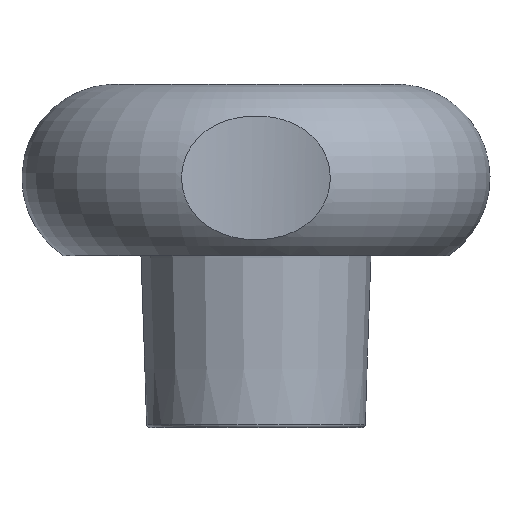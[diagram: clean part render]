
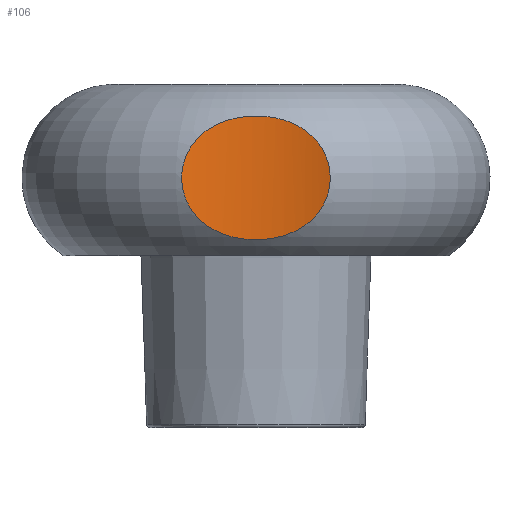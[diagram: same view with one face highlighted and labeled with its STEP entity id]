
A CAD part, front view. The second image highlights one B-rep face of the part: STEP entity #106.
In plain terms, the highlighted cylindrical face has radius 16 mm (diameter 32 mm), a partial arc.
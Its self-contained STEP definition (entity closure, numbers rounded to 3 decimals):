
#106 = ADVANCED_FACE( '', ( #229 ), #230, .F. );
#229 = FACE_OUTER_BOUND( '', #364, .T. );
#230 = CYLINDRICAL_SURFACE( '', #365, 16. );
#364 = EDGE_LOOP( '', ( #584 ) );
#365 = AXIS2_PLACEMENT_3D( '', #585, #586, #587 );
#584 = ORIENTED_EDGE( '', *, *, #769, .T. );
#585 = CARTESIAN_POINT( '', ( 0., -29.5, 69.85 ) );
#586 = DIRECTION( '', ( 0., 0., 1. ) );
#587 = DIRECTION( '', ( -1., 0., 0. ) );
#769 = EDGE_CURVE( '', #917, #917, #918, .T. );
#917 = VERTEX_POINT( '', #1445 );
#918 = B_SPLINE_CURVE_WITH_KNOTS( '', 3, ( #1446, #1447, #1448, #1449, #1450, #1451, #1452, #1453, #1454, #1455, #1456, #1457, #1458, #1459, #1460, #1461, #1462, #1463, #1464, #1465, #1466, #1467, #1468, #1469, #1470, #1471, #1472, #1473, #1474, #1475, #1476, #1477, #1478, #1479, #1480, #1481, #1482, #1483, #1484, #1485, #1486, #1487, #1488, #1489, #1490, #1491, #1492, #1493, #1494, #1495, #1496, #1497, #1498, #1499, #1500, #1501, #1502, #1503, #1504, #1505, #1506, #1507, #1508, #1509, #1510, #1511, #1512, #1513, #1514, #1515 ), .UNSPECIFIED., .T., .F., ( 2, 2, 2, 2, 2, 2, 2, 2, 2, 2, 2, 2, 2, 2, 2, 2, 2, 2, 2, 2, 2, 2, 2, 2, 2, 2, 2, 2, 2, 2, 2, 2, 2, 2, 2, 2, 2 ), ( -0.001, 0., 0.001, 0.002, 0.003, 0.003, 0.005, 0.006, 0.007, 0.008, 0.009, 0.009, 0.01, 0.011, 0.012, 0.013, 0.014, 0.015, 0.016, 0.016, 0.017, 0.018, 0.019, 0.02, 0.021, 0.022, 0.022, 0.023, 0.024, 0.024, 0.025, 0.025, 0.026, 0.026, 0.027, 0.028, 0.028 ), .UNSPECIFIED. );
#1445 = CARTESIAN_POINT( '', ( -4.39, -14.114, 14.394 ) );
#1446 = CARTESIAN_POINT( '', ( -4.517, -14.15, 14.655 ) );
#1447 = CARTESIAN_POINT( '', ( -4.262, -14.078, 14.132 ) );
#1448 = CARTESIAN_POINT( '', ( -4.107, -14.035, 13.893 ) );
#1449 = CARTESIAN_POINT( '', ( -3.747, -13.944, 13.453 ) );
#1450 = CARTESIAN_POINT( '', ( -3.539, -13.895, 13.25 ) );
#1451 = CARTESIAN_POINT( '', ( -3.089, -13.799, 12.897 ) );
#1452 = CARTESIAN_POINT( '', ( -2.848, -13.753, 12.745 ) );
#1453 = CARTESIAN_POINT( '', ( -2.336, -13.669, 12.485 ) );
#1454 = CARTESIAN_POINT( '', ( -2.066, -13.631, 12.378 ) );
#1455 = CARTESIAN_POINT( '', ( -1.241, -13.539, 12.124 ) );
#1456 = CARTESIAN_POINT( '', ( -0.658, -13.503, 12.039 ) );
#1457 = CARTESIAN_POINT( '', ( 0.207, -13.499, 12.028 ) );
#1458 = CARTESIAN_POINT( '', ( 0.496, -13.505, 12.044 ) );
#1459 = CARTESIAN_POINT( '', ( 1.074, -13.533, 12.115 ) );
#1460 = CARTESIAN_POINT( '', ( 1.357, -13.555, 12.171 ) );
#1461 = CARTESIAN_POINT( '', ( 1.908, -13.612, 12.323 ) );
#1462 = CARTESIAN_POINT( '', ( 2.176, -13.646, 12.419 ) );
#1463 = CARTESIAN_POINT( '', ( 2.696, -13.727, 12.66 ) );
#1464 = CARTESIAN_POINT( '', ( 2.949, -13.772, 12.806 ) );
#1465 = CARTESIAN_POINT( '', ( 3.411, -13.866, 13.14 ) );
#1466 = CARTESIAN_POINT( '', ( 3.625, -13.915, 13.33 ) );
#1467 = CARTESIAN_POINT( '', ( 4.011, -14.01, 13.76 ) );
#1468 = CARTESIAN_POINT( '', ( 4.175, -14.054, 13.993 ) );
#1469 = CARTESIAN_POINT( '', ( 4.45, -14.13, 14.495 ) );
#1470 = CARTESIAN_POINT( '', ( 4.56, -14.163, 14.768 ) );
#1471 = CARTESIAN_POINT( '', ( 4.71, -14.209, 15.326 ) );
#1472 = CARTESIAN_POINT( '', ( 4.752, -14.222, 15.611 ) );
#1473 = CARTESIAN_POINT( '', ( 4.767, -14.227, 16.197 ) );
#1474 = CARTESIAN_POINT( '', ( 4.74, -14.218, 16.486 ) );
#1475 = CARTESIAN_POINT( '', ( 4.618, -14.181, 17.052 ) );
#1476 = CARTESIAN_POINT( '', ( 4.523, -14.152, 17.331 ) );
#1477 = CARTESIAN_POINT( '', ( 4.273, -14.081, 17.849 ) );
#1478 = CARTESIAN_POINT( '', ( 4.117, -14.038, 18.094 ) );
#1479 = CARTESIAN_POINT( '', ( 3.754, -13.945, 18.541 ) );
#1480 = CARTESIAN_POINT( '', ( 3.55, -13.897, 18.74 ) );
#1481 = CARTESIAN_POINT( '', ( 3.098, -13.801, 19.097 ) );
#1482 = CARTESIAN_POINT( '', ( 2.854, -13.754, 19.251 ) );
#1483 = CARTESIAN_POINT( '', ( 2.343, -13.67, 19.512 ) );
#1484 = CARTESIAN_POINT( '', ( 2.072, -13.632, 19.62 ) );
#1485 = CARTESIAN_POINT( '', ( 1.519, -13.57, 19.791 ) );
#1486 = CARTESIAN_POINT( '', ( 1.238, -13.545, 19.854 ) );
#1487 = CARTESIAN_POINT( '', ( 0.665, -13.511, 19.941 ) );
#1488 = CARTESIAN_POINT( '', ( 0.372, -13.502, 19.964 ) );
#1489 = CARTESIAN_POINT( '', ( -0.207, -13.499, 19.972 ) );
#1490 = CARTESIAN_POINT( '', ( -0.496, -13.505, 19.956 ) );
#1491 = CARTESIAN_POINT( '', ( -1.069, -13.533, 19.885 ) );
#1492 = CARTESIAN_POINT( '', ( -1.356, -13.555, 19.829 ) );
#1493 = CARTESIAN_POINT( '', ( -1.914, -13.612, 19.675 ) );
#1494 = CARTESIAN_POINT( '', ( -2.183, -13.648, 19.578 ) );
#1495 = CARTESIAN_POINT( '', ( -2.703, -13.728, 19.336 ) );
#1496 = CARTESIAN_POINT( '', ( -2.955, -13.774, 19.19 ) );
#1497 = CARTESIAN_POINT( '', ( -3.419, -13.868, 18.854 ) );
#1498 = CARTESIAN_POINT( '', ( -3.632, -13.916, 18.664 ) );
#1499 = CARTESIAN_POINT( '', ( -3.919, -13.987, 18.341 ) );
#1500 = CARTESIAN_POINT( '', ( -4.01, -14.01, 18.227 ) );
#1501 = CARTESIAN_POINT( '', ( -4.175, -14.054, 17.993 ) );
#1502 = CARTESIAN_POINT( '', ( -4.25, -14.075, 17.871 ) );
#1503 = CARTESIAN_POINT( '', ( -4.386, -14.113, 17.62 ) );
#1504 = CARTESIAN_POINT( '', ( -4.447, -14.13, 17.49 ) );
#1505 = CARTESIAN_POINT( '', ( -4.554, -14.162, 17.221 ) );
#1506 = CARTESIAN_POINT( '', ( -4.6, -14.176, 17.082 ) );
#1507 = CARTESIAN_POINT( '', ( -4.712, -14.209, 16.661 ) );
#1508 = CARTESIAN_POINT( '', ( -4.753, -14.222, 16.375 ) );
#1509 = CARTESIAN_POINT( '', ( -4.763, -14.225, 15.937 ) );
#1510 = CARTESIAN_POINT( '', ( -4.757, -14.224, 15.79 ) );
#1511 = CARTESIAN_POINT( '', ( -4.729, -14.215, 15.5 ) );
#1512 = CARTESIAN_POINT( '', ( -4.707, -14.208, 15.357 ) );
#1513 = CARTESIAN_POINT( '', ( -4.614, -14.18, 14.934 ) );
#1514 = CARTESIAN_POINT( '', ( -4.517, -14.15, 14.655 ) );
#1515 = CARTESIAN_POINT( '', ( -4.262, -14.078, 14.132 ) );
